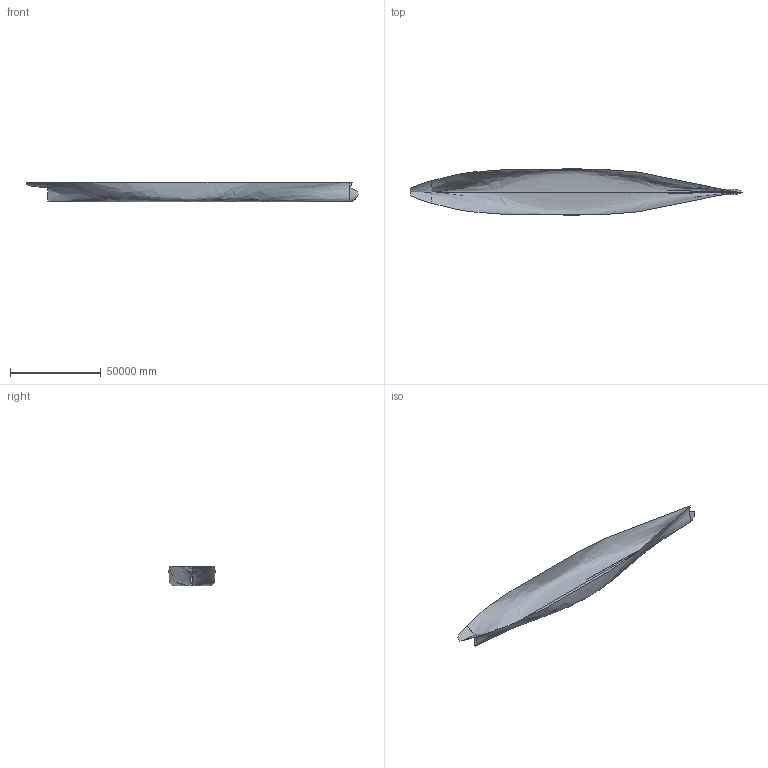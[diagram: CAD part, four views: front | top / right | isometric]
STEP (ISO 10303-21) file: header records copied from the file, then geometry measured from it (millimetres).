
FILE_DESCRIPTION(/* description */ (''),/* implementation_level */ '2;1');
FILE_NAME(/* name */ 'S-175 u-water',/* time_stamp */ '2017-01-17T02:33:51+02:00',/* author */ (''),/* organization */ (''),/* preprocessor_version */ 'ST-DEVELOPER v10',/* originating_system */ '',/* authorisation */ '');
FILE_SCHEMA (('AUTOMOTIVE_DESIGN_CC2'));
Length unit declared in the file: metre
Products named in the file (1): 1
Bounding box: 182678.7 x 25362.86 x 11000 mm (x, y, z)
Surface area: 5997606671.1 mm2 (no closed solid volume)
Topology: 0 solids, 6 shells, 6 faces, 24 edges, 24 vertices
Faces by surface type: bspline 6
Entity records: 741 total; most frequent: CARTESIAN_POINT 571, ORIENTED_EDGE 24, EDGE_CURVE 24, VERTEX_POINT 24, COLOUR_RGB 6, FILL_AREA_STYLE_COLOUR 6, FILL_AREA_STYLE 6, SURFACE_STYLE_FILL_AREA 6
